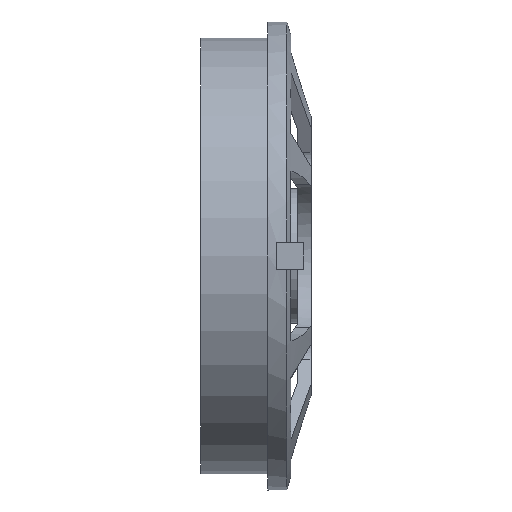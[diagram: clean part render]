
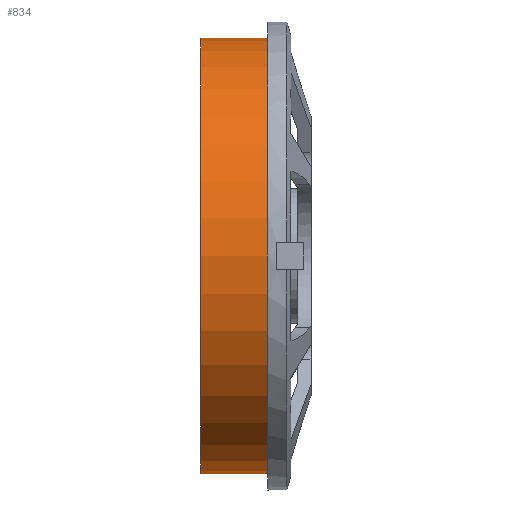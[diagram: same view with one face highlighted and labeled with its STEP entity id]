
A CAD part, left-side view. The second image highlights one B-rep face of the part: STEP entity #834.
In plain terms, the highlighted cylindrical face has radius 40.45 mm (diameter 80.9 mm), a partial arc.
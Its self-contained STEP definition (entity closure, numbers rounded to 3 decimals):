
#6 = LINE ( 'NONE', #331, #2858 ) ;
#53 = EDGE_CURVE ( 'NONE', #2162, #2569, #2058, .T. ) ;
#85 = EDGE_CURVE ( 'NONE', #2162, #1835, #1895, .T. ) ;
#263 = VERTEX_POINT ( 'NONE', #1775 ) ;
#331 = CARTESIAN_POINT ( 'NONE',  ( 0., 26.91, 40.45 ) ) ;
#338 = CARTESIAN_POINT ( 'NONE',  ( 0., 26.91, -40.45 ) ) ;
#487 = AXIS2_PLACEMENT_3D ( 'NONE', #3304, #3268, #644 ) ;
#644 = DIRECTION ( 'NONE',  ( 0., 0., 1. ) ) ;
#654 = ORIENTED_EDGE ( 'NONE', *, *, #1912, .T. ) ;
#834 = ADVANCED_FACE ( 'NONE', ( #2467 ), #2119, .T. ) ;
#843 = AXIS2_PLACEMENT_3D ( 'NONE', #1624, #1612, #1599 ) ;
#912 = CARTESIAN_POINT ( 'NONE',  ( 0., 20.425, -40.45 ) ) ;
#1266 = EDGE_CURVE ( 'NONE', #2569, #263, #6, .T. ) ;
#1407 = CARTESIAN_POINT ( 'NONE',  ( 0., 20.425, 40.45 ) ) ;
#1599 = DIRECTION ( 'NONE',  ( 0., 0., -1. ) ) ;
#1612 = DIRECTION ( 'NONE',  ( 0., 1., 0. ) ) ;
#1624 = CARTESIAN_POINT ( 'NONE',  ( 0., 8., 0. ) ) ;
#1654 = ORIENTED_EDGE ( 'NONE', *, *, #53, .F. ) ;
#1775 = CARTESIAN_POINT ( 'NONE',  ( 0., 8., 40.45 ) ) ;
#1781 = VECTOR ( 'NONE', #2319, 1000. ) ;
#1835 = VERTEX_POINT ( 'NONE', #2022 ) ;
#1895 = LINE ( 'NONE', #338, #1781 ) ;
#1912 = EDGE_CURVE ( 'NONE', #1835, #263, #2107, .T. ) ;
#2022 = CARTESIAN_POINT ( 'NONE',  ( 0., 8., -40.45 ) ) ;
#2044 = EDGE_LOOP ( 'NONE', ( #2826, #1654, #2619, #654 ) ) ;
#2058 = CIRCLE ( 'NONE', #487, 40.45 ) ;
#2107 = CIRCLE ( 'NONE', #843, 40.45 ) ;
#2119 = CYLINDRICAL_SURFACE ( 'NONE', #2695, 40.45 ) ;
#2162 = VERTEX_POINT ( 'NONE', #912 ) ;
#2255 = DIRECTION ( 'NONE',  ( 0., -1., 0. ) ) ;
#2319 = DIRECTION ( 'NONE',  ( 0., -1., 0. ) ) ;
#2467 = FACE_OUTER_BOUND ( 'NONE', #2044, .T. ) ;
#2569 = VERTEX_POINT ( 'NONE', #1407 ) ;
#2613 = DIRECTION ( 'NONE',  ( 0., -1., 0. ) ) ;
#2619 = ORIENTED_EDGE ( 'NONE', *, *, #85, .T. ) ;
#2695 = AXIS2_PLACEMENT_3D ( 'NONE', #3290, #2613, #2920 ) ;
#2826 = ORIENTED_EDGE ( 'NONE', *, *, #1266, .F. ) ;
#2858 = VECTOR ( 'NONE', #2255, 1000. ) ;
#2920 = DIRECTION ( 'NONE',  ( 0., 0., -1. ) ) ;
#3268 = DIRECTION ( 'NONE',  ( 0., 1., 0. ) ) ;
#3290 = CARTESIAN_POINT ( 'NONE',  ( 0., 26.91, 0. ) ) ;
#3304 = CARTESIAN_POINT ( 'NONE',  ( 0., 20.425, 0. ) ) ;
